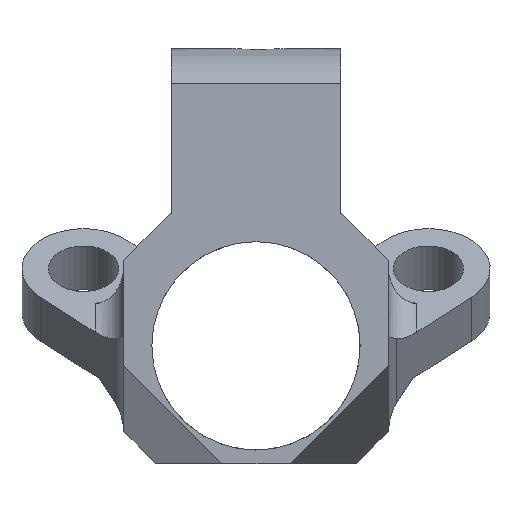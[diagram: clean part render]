
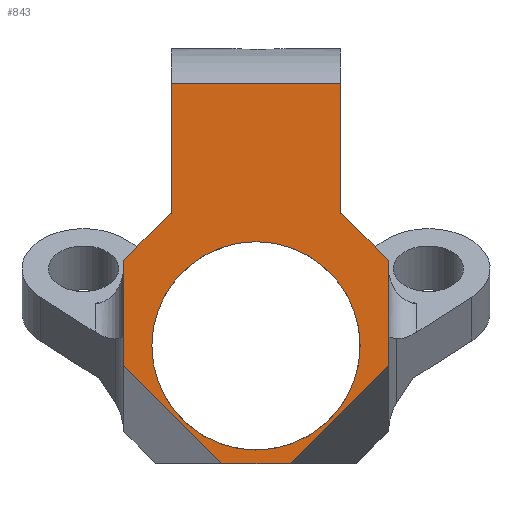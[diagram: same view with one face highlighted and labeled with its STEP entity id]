
A CAD part, front view. The second image highlights one B-rep face of the part: STEP entity #843.
In plain terms, the highlighted face is planar.
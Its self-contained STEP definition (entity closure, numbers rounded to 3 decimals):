
#44=PLANE('',#904);
#69=FACE_BOUND('',#141,.T.);
#96=FACE_OUTER_BOUND('',#140,.T.);
#140=EDGE_LOOP('',(#588,#589,#590,#591,#592,#593,#594,#595,#596,#597,#598,
#599));
#141=EDGE_LOOP('',(#600));
#193=LINE('',#1269,#268);
#195=LINE('',#1273,#270);
#198=LINE('',#1283,#273);
#199=LINE('',#1285,#274);
#200=LINE('',#1287,#275);
#201=LINE('',#1289,#276);
#202=LINE('',#1291,#277);
#203=LINE('',#1293,#278);
#204=LINE('',#1295,#279);
#205=LINE('',#1297,#280);
#206=LINE('',#1299,#281);
#207=LINE('',#1300,#282);
#268=VECTOR('',#992,10.);
#270=VECTOR('',#996,10.);
#273=VECTOR('',#1005,10.);
#274=VECTOR('',#1006,10.);
#275=VECTOR('',#1007,10.);
#276=VECTOR('',#1008,10.);
#277=VECTOR('',#1009,10.);
#278=VECTOR('',#1010,10.);
#279=VECTOR('',#1011,10.);
#280=VECTOR('',#1012,10.);
#281=VECTOR('',#1013,10.);
#282=VECTOR('',#1014,10.);
#344=CIRCLE('',#905,7.25);
#364=VERTEX_POINT('',#1266);
#365=VERTEX_POINT('',#1268);
#366=VERTEX_POINT('',#1272);
#370=VERTEX_POINT('',#1282);
#371=VERTEX_POINT('',#1284);
#372=VERTEX_POINT('',#1286);
#373=VERTEX_POINT('',#1288);
#374=VERTEX_POINT('',#1290);
#375=VERTEX_POINT('',#1292);
#376=VERTEX_POINT('',#1294);
#377=VERTEX_POINT('',#1296);
#378=VERTEX_POINT('',#1298);
#379=VERTEX_POINT('',#1301);
#451=EDGE_CURVE('',#365,#364,#193,.T.);
#453=EDGE_CURVE('',#366,#365,#195,.T.);
#458=EDGE_CURVE('',#370,#364,#198,.T.);
#459=EDGE_CURVE('',#371,#370,#199,.T.);
#460=EDGE_CURVE('',#371,#372,#200,.T.);
#461=EDGE_CURVE('',#372,#373,#201,.T.);
#462=EDGE_CURVE('',#374,#373,#202,.F.);
#463=EDGE_CURVE('',#374,#375,#203,.T.);
#464=EDGE_CURVE('',#376,#375,#204,.F.);
#465=EDGE_CURVE('',#376,#377,#205,.T.);
#466=EDGE_CURVE('',#377,#378,#206,.T.);
#467=EDGE_CURVE('',#378,#366,#207,.T.);
#468=EDGE_CURVE('',#379,#379,#344,.F.);
#588=ORIENTED_EDGE('',*,*,#451,.T.);
#589=ORIENTED_EDGE('',*,*,#458,.F.);
#590=ORIENTED_EDGE('',*,*,#459,.F.);
#591=ORIENTED_EDGE('',*,*,#460,.T.);
#592=ORIENTED_EDGE('',*,*,#461,.T.);
#593=ORIENTED_EDGE('',*,*,#462,.F.);
#594=ORIENTED_EDGE('',*,*,#463,.T.);
#595=ORIENTED_EDGE('',*,*,#464,.F.);
#596=ORIENTED_EDGE('',*,*,#465,.T.);
#597=ORIENTED_EDGE('',*,*,#466,.T.);
#598=ORIENTED_EDGE('',*,*,#467,.T.);
#599=ORIENTED_EDGE('',*,*,#453,.T.);
#600=ORIENTED_EDGE('',*,*,#468,.T.);
#843=ADVANCED_FACE('',(#96,#69),#44,.T.);
#904=AXIS2_PLACEMENT_3D('',#1281,#1003,#1004);
#905=AXIS2_PLACEMENT_3D('',#1302,#1015,#1016);
#992=DIRECTION('',(-1.,0.,0.));
#996=DIRECTION('',(0.,0.647,0.762));
#1003=DIRECTION('center_axis',(0.,-0.762,0.647));
#1004=DIRECTION('ref_axis',(1.,0.,0.));
#1005=DIRECTION('',(0.,0.647,0.762));
#1006=DIRECTION('',(1.,0.,0.));
#1007=DIRECTION('',(-0.707,-0.458,-0.539));
#1008=DIRECTION('',(0.,-0.647,-0.762));
#1009=DIRECTION('',(0.707,-0.458,-0.539));
#1010=DIRECTION('',(1.,0.,0.));
#1011=DIRECTION('',(0.707,0.458,0.539));
#1012=DIRECTION('',(0.,0.647,0.762));
#1013=DIRECTION('',(-0.707,0.458,0.539));
#1014=DIRECTION('',(-1.,0.,0.));
#1015=DIRECTION('center_axis',(0.,-0.762,0.647));
#1016=DIRECTION('ref_axis',(1.,0.,0.));
#1266=CARTESIAN_POINT('',(-652.177,-29.663,244.696));
#1268=CARTESIAN_POINT('',(-640.376,-29.663,244.696));
#1269=CARTESIAN_POINT('',(-643.327,-29.663,244.696));
#1272=CARTESIAN_POINT('',(-640.376,-35.521,237.799));
#1273=CARTESIAN_POINT('',(-640.376,-32.645,241.185));
#1281=CARTESIAN_POINT('Origin',(-646.277,-44.844,226.824));
#1282=CARTESIAN_POINT('',(-652.177,-35.521,237.799));
#1283=CARTESIAN_POINT('',(-652.177,-32.645,241.185));
#1284=CARTESIAN_POINT('',(-652.246,-35.521,237.799));
#1285=CARTESIAN_POINT('',(-649.261,-35.521,237.799));
#1286=CARTESIAN_POINT('',(-655.477,-37.613,235.337));
#1287=CARTESIAN_POINT('',(-655.969,-37.931,234.962));
#1288=CARTESIAN_POINT('',(-655.477,-42.36,229.748));
#1289=CARTESIAN_POINT('',(-655.477,-45.093,226.53));
#1290=CARTESIAN_POINT('',(-648.652,-46.777,224.547));
#1291=CARTESIAN_POINT('',(-649.457,-46.256,225.161));
#1292=CARTESIAN_POINT('',(-643.901,-46.777,224.547));
#1293=CARTESIAN_POINT('',(-642.785,-46.777,224.547));
#1294=CARTESIAN_POINT('',(-637.077,-42.36,229.748));
#1295=CARTESIAN_POINT('',(-642.541,-45.897,225.583));
#1296=CARTESIAN_POINT('',(-637.077,-37.613,235.337));
#1297=CARTESIAN_POINT('',(-637.077,-41.228,231.08));
#1298=CARTESIAN_POINT('',(-640.307,-35.521,237.799));
#1299=CARTESIAN_POINT('',(-638.199,-36.886,236.193));
#1300=CARTESIAN_POINT('',(-649.261,-35.521,237.799));
#1301=CARTESIAN_POINT('',(-653.527,-41.477,230.787));
#1302=CARTESIAN_POINT('Origin',(-646.277,-41.477,230.787));
